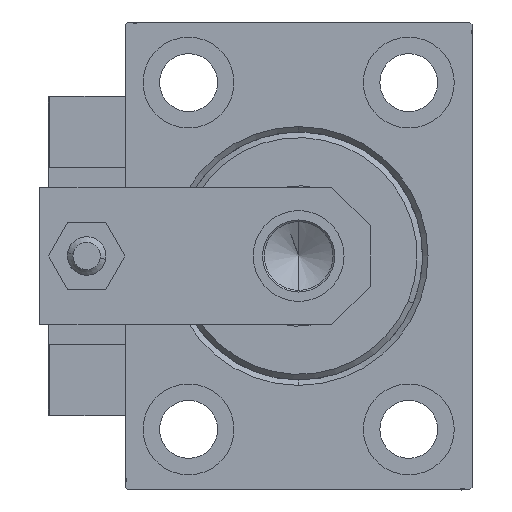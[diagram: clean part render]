
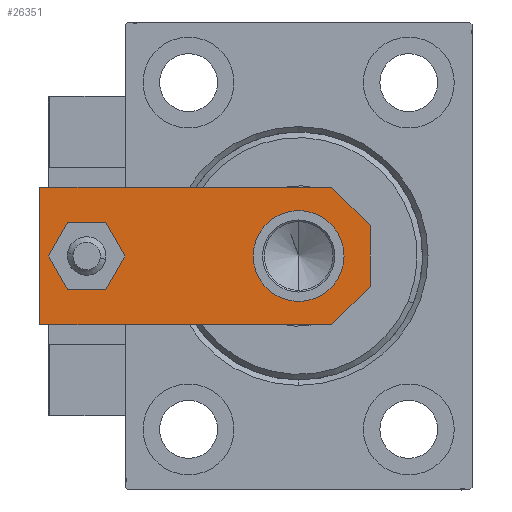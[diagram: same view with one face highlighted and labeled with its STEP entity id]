
A CAD part, left-side view. The second image highlights one B-rep face of the part: STEP entity #26351.
In plain terms, the highlighted face is planar.
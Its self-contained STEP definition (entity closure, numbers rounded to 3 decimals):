
#1019 = DIRECTION ( 'NONE',  ( 1., 0., 0. ) ) ;
#1880 = DIRECTION ( 'NONE',  ( 0., 0., 1. ) ) ;
#2819 = CIRCLE ( 'NONE', #28699, 8.25 ) ;
#2961 = ORIENTED_EDGE ( 'NONE', *, *, #46605, .T. ) ;
#4430 = DIRECTION ( 'NONE',  ( 0., 0., 1. ) ) ;
#4789 = DIRECTION ( 'NONE',  ( 0., 0., 1. ) ) ;
#6048 = DIRECTION ( 'NONE',  ( 0.707, -0.707, 0. ) ) ;
#6793 = CARTESIAN_POINT ( 'NONE',  ( -12.5, 0., 6. ) ) ;
#7148 = ORIENTED_EDGE ( 'NONE', *, *, #25447, .T. ) ;
#7350 = DIRECTION ( 'NONE',  ( -1., 0., 0. ) ) ;
#8486 = EDGE_CURVE ( 'NONE', #20471, #14099, #40166, .T. ) ;
#9080 = VECTOR ( 'NONE', #10339, 1000. ) ;
#9144 = VECTOR ( 'NONE', #30276, 1000. ) ;
#9213 = CIRCLE ( 'NONE', #41537, 4. ) ;
#9256 = CARTESIAN_POINT ( 'NONE',  ( -12.5, 60., 6. ) ) ;
#9635 = CARTESIAN_POINT ( 'NONE',  ( 8.25, 13., 6. ) ) ;
#10339 = DIRECTION ( 'NONE',  ( 1., 0., 0. ) ) ;
#11051 = CARTESIAN_POINT ( 'NONE',  ( 12.5, 0., 6. ) ) ;
#11264 = CARTESIAN_POINT ( 'NONE',  ( 12.5, 7., 6. ) ) ;
#12796 = VECTOR ( 'NONE', #22968, 1000. ) ;
#12966 = VERTEX_POINT ( 'NONE', #26322 ) ;
#13660 = VERTEX_POINT ( 'NONE', #44974 ) ;
#14099 = VERTEX_POINT ( 'NONE', #22851 ) ;
#15065 = LINE ( 'NONE', #49520, #9144 ) ;
#15505 = ORIENTED_EDGE ( 'NONE', *, *, #34950, .T. ) ;
#16074 = DIRECTION ( 'NONE',  ( 1., 0., 0. ) ) ;
#16580 = VERTEX_POINT ( 'NONE', #36749 ) ;
#16929 = CARTESIAN_POINT ( 'NONE',  ( -12.5, 60., 6. ) ) ;
#17025 = ORIENTED_EDGE ( 'NONE', *, *, #47136, .F. ) ;
#17342 = ORIENTED_EDGE ( 'NONE', *, *, #8486, .T. ) ;
#19228 = CARTESIAN_POINT ( 'NONE',  ( 0., 51.5, 6. ) ) ;
#19466 = AXIS2_PLACEMENT_3D ( 'NONE', #19228, #4789, #20228 ) ;
#20049 = CARTESIAN_POINT ( 'NONE',  ( 0., 51.5, 6. ) ) ;
#20228 = DIRECTION ( 'NONE',  ( 1., 0., 0. ) ) ;
#20471 = VERTEX_POINT ( 'NONE', #16929 ) ;
#21267 = FACE_BOUND ( 'NONE', #40704, .T. ) ;
#21575 = VERTEX_POINT ( 'NONE', #9635 ) ;
#21812 = EDGE_CURVE ( 'NONE', #34532, #12966, #41297, .T. ) ;
#21821 = VECTOR ( 'NONE', #7350, 1000. ) ;
#22442 = ORIENTED_EDGE ( 'NONE', *, *, #30435, .T. ) ;
#22851 = CARTESIAN_POINT ( 'NONE',  ( -12.5, 7., 6. ) ) ;
#22968 = DIRECTION ( 'NONE',  ( 0., 1., 0. ) ) ;
#24234 = AXIS2_PLACEMENT_3D ( 'NONE', #47709, #1880, #32772 ) ;
#24849 = VERTEX_POINT ( 'NONE', #30694 ) ;
#25447 = EDGE_CURVE ( 'NONE', #16580, #31579, #41242, .T. ) ;
#26322 = CARTESIAN_POINT ( 'NONE',  ( -4., 51.5, 6. ) ) ;
#26351 = ADVANCED_FACE ( 'NONE', ( #40511, #32162, #21267 ), #36723, .T. ) ;
#26631 = VECTOR ( 'NONE', #6048, 1000. ) ;
#27689 = EDGE_CURVE ( 'NONE', #21575, #24849, #2819, .T. ) ;
#28538 = AXIS2_PLACEMENT_3D ( 'NONE', #39500, #35717, #1019 ) ;
#28699 = AXIS2_PLACEMENT_3D ( 'NONE', #35087, #4430, #16074 ) ;
#29282 = CARTESIAN_POINT ( 'NONE',  ( 5.5, 0., 6. ) ) ;
#30156 = LINE ( 'NONE', #30910, #21821 ) ;
#30249 = ORIENTED_EDGE ( 'NONE', *, *, #33645, .F. ) ;
#30276 = DIRECTION ( 'NONE',  ( 0.707, 0.707, 0. ) ) ;
#30435 = EDGE_CURVE ( 'NONE', #46691, #13660, #37923, .T. ) ;
#30448 = VECTOR ( 'NONE', #43967, 1000. ) ;
#30694 = CARTESIAN_POINT ( 'NONE',  ( -8.25, 13., 6. ) ) ;
#30910 = CARTESIAN_POINT ( 'NONE',  ( 12.5, 60., 6. ) ) ;
#31579 = VERTEX_POINT ( 'NONE', #29282 ) ;
#32162 = FACE_OUTER_BOUND ( 'NONE', #39264, .T. ) ;
#32772 = DIRECTION ( 'NONE',  ( 1., 0., 0. ) ) ;
#33190 = EDGE_CURVE ( 'NONE', #14099, #16580, #45524, .T. ) ;
#33397 = CARTESIAN_POINT ( 'NONE',  ( -2.75, -2.75, 6. ) ) ;
#33645 = EDGE_CURVE ( 'NONE', #24849, #21575, #46064, .T. ) ;
#34032 = EDGE_LOOP ( 'NONE', ( #17025, #41930 ) ) ;
#34532 = VERTEX_POINT ( 'NONE', #49956 ) ;
#34950 = EDGE_CURVE ( 'NONE', #13660, #20471, #30156, .T. ) ;
#35087 = CARTESIAN_POINT ( 'NONE',  ( 0., 13., 6. ) ) ;
#35717 = DIRECTION ( 'NONE',  ( 0., 0., 1. ) ) ;
#35777 = DIRECTION ( 'NONE',  ( 0., 0., 1. ) ) ;
#36278 = DIRECTION ( 'NONE',  ( 1., 0., 0. ) ) ;
#36723 = PLANE ( 'NONE',  #28538 ) ;
#36749 = CARTESIAN_POINT ( 'NONE',  ( -5.5, 0., 6. ) ) ;
#37923 = LINE ( 'NONE', #11051, #12796 ) ;
#39264 = EDGE_LOOP ( 'NONE', ( #17342, #48299, #7148, #2961, #22442, #15505 ) ) ;
#39500 = CARTESIAN_POINT ( 'NONE',  ( 0., 0., 6. ) ) ;
#40166 = LINE ( 'NONE', #9256, #30448 ) ;
#40511 = FACE_BOUND ( 'NONE', #34032, .T. ) ;
#40704 = EDGE_LOOP ( 'NONE', ( #30249, #48748 ) ) ;
#41242 = LINE ( 'NONE', #6793, #9080 ) ;
#41297 = CIRCLE ( 'NONE', #19466, 4. ) ;
#41537 = AXIS2_PLACEMENT_3D ( 'NONE', #20049, #35777, #36278 ) ;
#41930 = ORIENTED_EDGE ( 'NONE', *, *, #21812, .F. ) ;
#43967 = DIRECTION ( 'NONE',  ( 0., -1., 0. ) ) ;
#44974 = CARTESIAN_POINT ( 'NONE',  ( 12.5, 60., 6. ) ) ;
#45524 = LINE ( 'NONE', #33397, #26631 ) ;
#46064 = CIRCLE ( 'NONE', #24234, 8.25 ) ;
#46605 = EDGE_CURVE ( 'NONE', #31579, #46691, #15065, .T. ) ;
#46691 = VERTEX_POINT ( 'NONE', #11264 ) ;
#47136 = EDGE_CURVE ( 'NONE', #12966, #34532, #9213, .T. ) ;
#47709 = CARTESIAN_POINT ( 'NONE',  ( 0., 13., 6. ) ) ;
#48299 = ORIENTED_EDGE ( 'NONE', *, *, #33190, .T. ) ;
#48748 = ORIENTED_EDGE ( 'NONE', *, *, #27689, .F. ) ;
#49520 = CARTESIAN_POINT ( 'NONE',  ( 2.75, -2.75, 6. ) ) ;
#49956 = CARTESIAN_POINT ( 'NONE',  ( 4., 51.5, 6. ) ) ;
